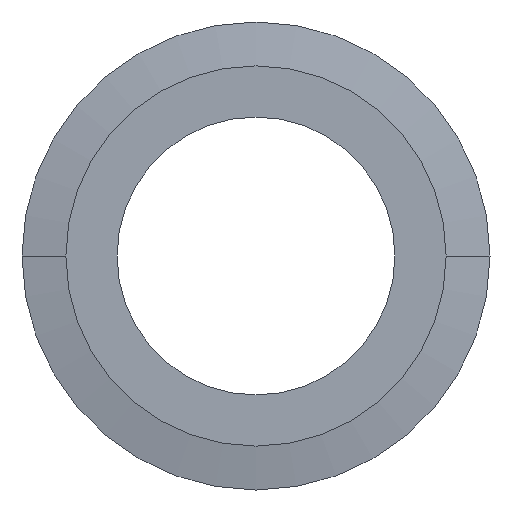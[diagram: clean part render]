
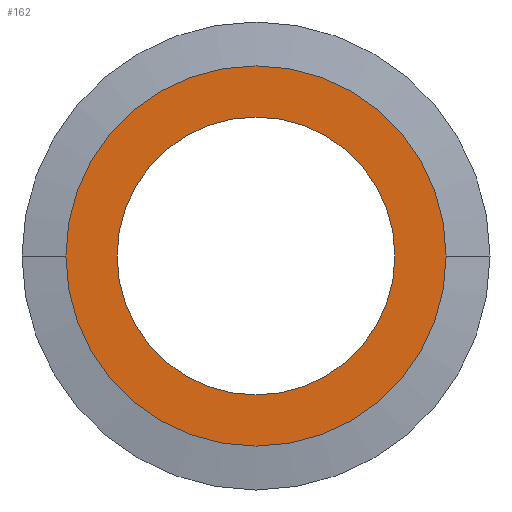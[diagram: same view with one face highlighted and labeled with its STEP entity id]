
A CAD part, left-side view. The second image highlights one B-rep face of the part: STEP entity #162.
In plain terms, the highlighted planar face has unit normal (-1, 0, 0).
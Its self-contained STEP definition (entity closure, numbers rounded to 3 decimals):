
#1=CARTESIAN_POINT('',(0.,0.,0.));
#2=DIRECTION('',(-1.,0.,0.));
#3=DIRECTION('',(0.,1.,0.));
#4=AXIS2_PLACEMENT_3D('',#1,#2,#3);
#10=CARTESIAN_POINT('',(0.,0.,0.));
#11=DIRECTION('',(1.,0.,0.));
#12=DIRECTION('',(0.,1.,0.));
#13=AXIS2_PLACEMENT_3D('',#10,#11,#12);
#19=CARTESIAN_POINT('',(0.,0.,0.));
#20=DIRECTION('',(-1.,0.,0.));
#21=DIRECTION('',(0.,1.,0.));
#22=AXIS2_PLACEMENT_3D('',#19,#20,#21);
#24=CARTESIAN_POINT('',(0.,0.,0.));
#25=DIRECTION('',(1.,0.,0.));
#26=DIRECTION('',(0.,1.,0.));
#27=AXIS2_PLACEMENT_3D('',#24,#25,#26);
#93=CARTESIAN_POINT('',(0.,4.75,0.));
#95=VERTEX_POINT('',#93);
#103=CARTESIAN_POINT('',(0.,6.5,0.));
#104=VERTEX_POINT('',#103);
#105=CARTESIAN_POINT('',(0.,-4.75,0.));
#107=VERTEX_POINT('',#105);
#115=CARTESIAN_POINT('',(0.,-6.5,0.));
#116=VERTEX_POINT('',#115);
#147=CARTESIAN_POINT('',(0.,0.,0.));
#148=DIRECTION('',(-1.,0.,0.));
#149=DIRECTION('',(0.,1.,0.));
#150=AXIS2_PLACEMENT_3D('',#147,#148,#149);
#151=PLANE('',#150);
#153=ORIENTED_EDGE('',*,*,#152,.F.);
#155=ORIENTED_EDGE('',*,*,#154,.T.);
#156=EDGE_LOOP('',(#153,#155));
#157=FACE_OUTER_BOUND('',#156,.F.);
#158=ORIENTED_EDGE('',*,*,#139,.F.);
#159=ORIENTED_EDGE('',*,*,#128,.T.);
#160=EDGE_LOOP('',(#158,#159));
#161=FACE_BOUND('',#160,.F.);
#162=ADVANCED_FACE('',(#157,#161),#151,.T.);
#5=CIRCLE('',#4,4.75);
#14=CIRCLE('',#13,4.75);
#23=CIRCLE('',#22,6.5);
#28=CIRCLE('',#27,6.5);
#128=EDGE_CURVE('',#95,#107,#5,.T.);
#139=EDGE_CURVE('',#95,#107,#14,.T.);
#152=EDGE_CURVE('',#104,#116,#23,.T.);
#154=EDGE_CURVE('',#104,#116,#28,.T.);
